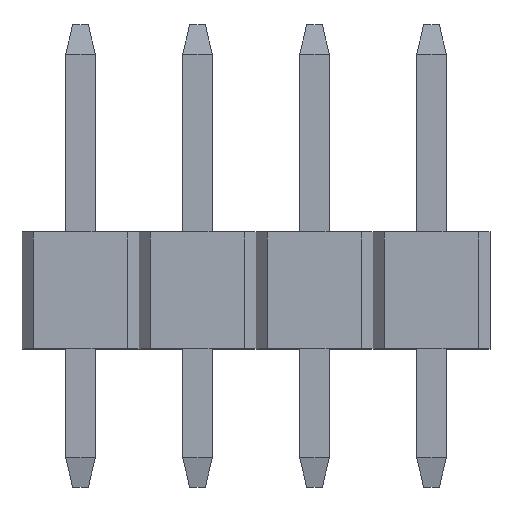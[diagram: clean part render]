
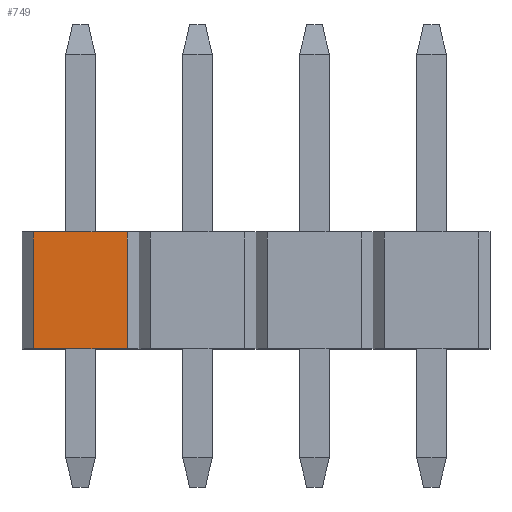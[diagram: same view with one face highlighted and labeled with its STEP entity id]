
A CAD part, top view. The second image highlights one B-rep face of the part: STEP entity #749.
In plain terms, the highlighted planar face has unit normal (0, 0, 1).
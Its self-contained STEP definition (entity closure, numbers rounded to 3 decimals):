
#28 = CARTESIAN_POINT ( 'NONE',  ( 2.04, 0., 0. ) ) ;
#29 = VERTEX_POINT ( 'NONE', #47 ) ;
#45 = VERTEX_POINT ( 'NONE', #70 ) ;
#47 = CARTESIAN_POINT ( 'NONE',  ( 0., 2.54, 0. ) ) ;
#64 = CARTESIAN_POINT ( 'NONE',  ( 2.04, 2.54, 0. ) ) ;
#66 = VERTEX_POINT ( 'NONE', #28 ) ;
#70 = CARTESIAN_POINT ( 'NONE',  ( 0., 0., 0. ) ) ;
#76 = VERTEX_POINT ( 'NONE', #64 ) ;
#87 = PLANE ( 'NONE',  #1305 ) ;
#92 = CARTESIAN_POINT ( 'NONE',  ( 0., 2.54, 0. ) ) ;
#131 = DIRECTION ( 'NONE',  ( 0., 0., -1. ) ) ;
#142 = DIRECTION ( 'NONE',  ( -1., 0., 0. ) ) ;
#259 = CARTESIAN_POINT ( 'NONE',  ( 0., 0., 0. ) ) ;
#270 = DIRECTION ( 'NONE',  ( 1., 0., 0. ) ) ;
#288 = CARTESIAN_POINT ( 'NONE',  ( 0., 2.54, 0. ) ) ;
#291 = DIRECTION ( 'NONE',  ( 0., -1., 0. ) ) ;
#292 = CARTESIAN_POINT ( 'NONE',  ( 2.04, 2.54, 0. ) ) ;
#293 = DIRECTION ( 'NONE',  ( 0., -1., 0. ) ) ;
#303 = DIRECTION ( 'NONE',  ( 1., 0., 0. ) ) ;
#321 = CARTESIAN_POINT ( 'NONE',  ( 0., 2.54, 0. ) ) ;
#493 = ORIENTED_EDGE ( 'NONE', *, *, #1298, .T. ) ;
#501 = ORIENTED_EDGE ( 'NONE', *, *, #1306, .F. ) ;
#504 = ORIENTED_EDGE ( 'NONE', *, *, #1339, .F. ) ;
#566 = FACE_OUTER_BOUND ( 'NONE', #858, .T. ) ;
#592 = ORIENTED_EDGE ( 'NONE', *, *, #1311, .T. ) ;
#658 = VECTOR ( 'NONE', #291, 1000. ) ;
#660 = LINE ( 'NONE', #292, #658 ) ;
#662 = VECTOR ( 'NONE', #293, 1000. ) ;
#673 = LINE ( 'NONE', #321, #706 ) ;
#680 = LINE ( 'NONE', #259, #687 ) ;
#687 = VECTOR ( 'NONE', #270, 1000. ) ;
#699 = LINE ( 'NONE', #288, #662 ) ;
#706 = VECTOR ( 'NONE', #303, 1000. ) ;
#749 = ADVANCED_FACE ( 'NONE', ( #566 ), #87, .F. ) ;
#858 = EDGE_LOOP ( 'NONE', ( #493, #501, #504, #592 ) ) ;
#1298 = EDGE_CURVE ( 'NONE', #45, #66, #680, .T. ) ;
#1305 = AXIS2_PLACEMENT_3D ( 'NONE', #92, #131, #142 ) ;
#1306 = EDGE_CURVE ( 'NONE', #76, #66, #660, .T. ) ;
#1311 = EDGE_CURVE ( 'NONE', #29, #45, #699, .T. ) ;
#1339 = EDGE_CURVE ( 'NONE', #29, #76, #673, .T. ) ;
